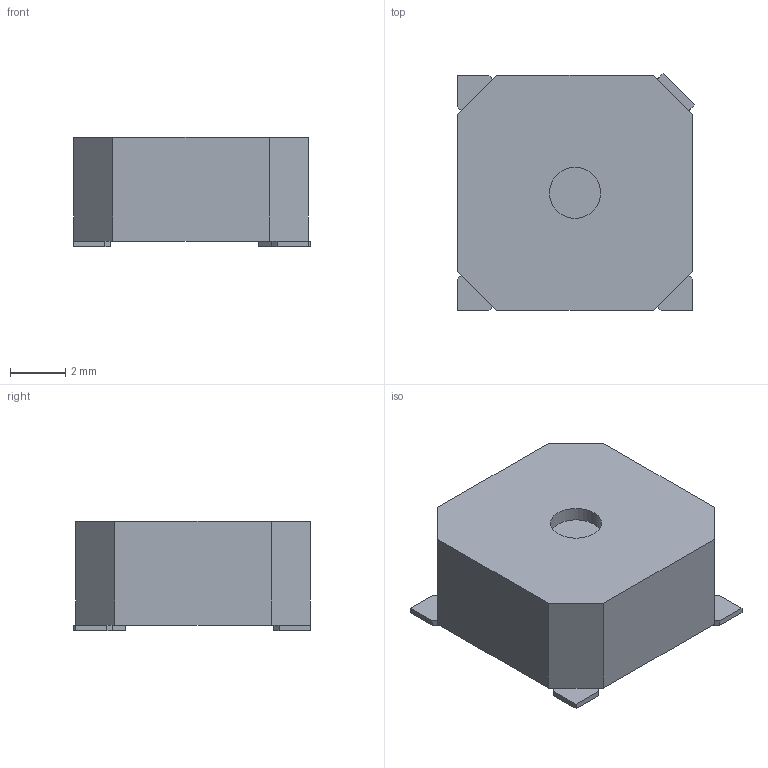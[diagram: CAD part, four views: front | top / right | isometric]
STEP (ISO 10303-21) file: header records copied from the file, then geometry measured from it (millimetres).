
FILE_DESCRIPTION(('FreeCAD Model'),'2;1');
FILE_NAME('MagneticBuzzer_CUI_CMT-8504-100-SMT.step', '2020-03-13T09:27:32',('kicad StepUp'),('ksu MCAD'), 'Open CASCADE STEP processor 7.3','FreeCAD','Unknown');
FILE_SCHEMA(('AUTOMOTIVE_DESIGN { 1 0 10303 214 1 1 1 1 }'));
Length unit declared in the file: millimetre
Products named in the file (1): MagneticBuzzer_CUI_CMT-8504-100-SMT
Bounding box: 8.57 x 8.57 x 3.96 mm (x, y, z)
Volume: 256.6 mm3; surface area: 265.4 mm2
Topology: 1 solids, 1 shells, 39 faces, 100 edges, 64 vertices
Faces by surface type: plane 38, cylinder 1
Full cylindrical faces by diameter (mm): 1.85 x1
Entity records: 1437 total; most frequent: CARTESIAN_POINT 205, ORIENTED_EDGE 200, DIRECTION 181, EDGE_CURVE 100, LINE 97, VECTOR 97, VERTEX_POINT 64, AXIS2_PLACEMENT_3D 42
